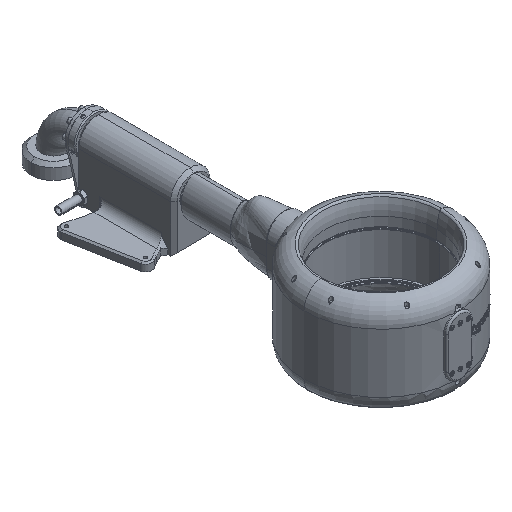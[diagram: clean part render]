
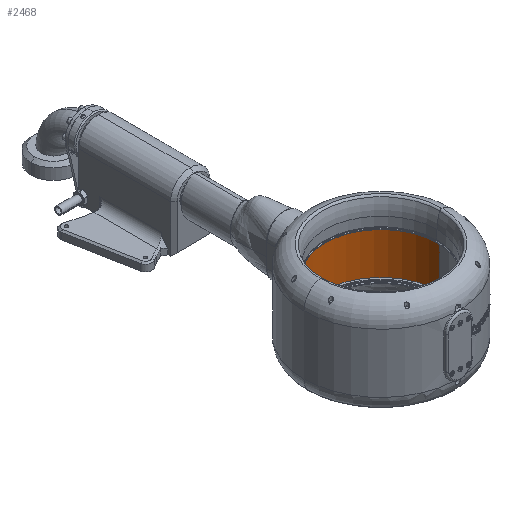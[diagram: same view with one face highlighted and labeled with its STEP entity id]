
A CAD part, isometric view. The second image highlights one B-rep face of the part: STEP entity #2468.
In plain terms, the highlighted cylindrical face has radius 178.5 mm (diameter 357 mm), a partial arc.
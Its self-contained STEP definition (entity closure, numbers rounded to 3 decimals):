
#934 = DIRECTION ( 'NONE',  ( 0., 0., -1. ) ) ;
#1125 = DIRECTION ( 'NONE',  ( -1., 0., 0. ) ) ;
#1574 = CYLINDRICAL_SURFACE ( 'NONE', #106053, 178.5 ) ;
#2468 = ADVANCED_FACE ( 'NONE', ( #101025 ), #1574, .F. ) ;
#4413 = VECTOR ( 'NONE', #10319, 1000. ) ;
#4588 = EDGE_CURVE ( 'NONE', #46550, #124778, #107215, .T. ) ;
#4937 = DIRECTION ( 'NONE',  ( 0., 0., -1. ) ) ;
#7509 = CARTESIAN_POINT ( 'NONE',  ( 178.5, -694.238, 44.5 ) ) ;
#10319 = DIRECTION ( 'NONE',  ( 0., 0., -1. ) ) ;
#10766 = CARTESIAN_POINT ( 'NONE',  ( 0., -694.238, 44.5 ) ) ;
#11142 = EDGE_CURVE ( 'NONE', #124778, #20158, #112700, .T. ) ;
#12464 = VECTOR ( 'NONE', #4937, 1000. ) ;
#17242 = AXIS2_PLACEMENT_3D ( 'NONE', #10766, #70539, #110214 ) ;
#20158 = VERTEX_POINT ( 'NONE', #7509 ) ;
#37891 = ORIENTED_EDGE ( 'NONE', *, *, #11142, .T. ) ;
#44975 = ORIENTED_EDGE ( 'NONE', *, *, #4588, .T. ) ;
#45891 = LINE ( 'NONE', #66033, #12464 ) ;
#46550 = VERTEX_POINT ( 'NONE', #90053 ) ;
#48687 = CARTESIAN_POINT ( 'NONE',  ( -178.5, -694.238, 44.5 ) ) ;
#48953 = EDGE_LOOP ( 'NONE', ( #123975, #87036, #44975, #37891 ) ) ;
#57428 = CIRCLE ( 'NONE', #86491, 178.5 ) ;
#66033 = CARTESIAN_POINT ( 'NONE',  ( 178.5, -694.238, 44.5 ) ) ;
#69876 = EDGE_CURVE ( 'NONE', #101062, #20158, #45891, .T. ) ;
#70539 = DIRECTION ( 'NONE',  ( 0., 0., -1. ) ) ;
#75266 = EDGE_CURVE ( 'NONE', #101062, #46550, #57428, .T. ) ;
#79600 = DIRECTION ( 'NONE',  ( -1., 0., 0. ) ) ;
#82194 = CARTESIAN_POINT ( 'NONE',  ( -178.5, -694.238, 44.5 ) ) ;
#86456 = CARTESIAN_POINT ( 'NONE',  ( 178.5, -694.238, 175.5 ) ) ;
#86491 = AXIS2_PLACEMENT_3D ( 'NONE', #109698, #101210, #1125 ) ;
#87036 = ORIENTED_EDGE ( 'NONE', *, *, #75266, .T. ) ;
#89990 = CARTESIAN_POINT ( 'NONE',  ( 0., -694.238, 44.5 ) ) ;
#90053 = CARTESIAN_POINT ( 'NONE',  ( -178.5, -694.238, 175.5 ) ) ;
#101025 = FACE_OUTER_BOUND ( 'NONE', #48953, .T. ) ;
#101062 = VERTEX_POINT ( 'NONE', #86456 ) ;
#101210 = DIRECTION ( 'NONE',  ( 0., 0., 1. ) ) ;
#106053 = AXIS2_PLACEMENT_3D ( 'NONE', #89990, #934, #79600 ) ;
#107215 = LINE ( 'NONE', #48687, #4413 ) ;
#109698 = CARTESIAN_POINT ( 'NONE',  ( 0., -694.238, 175.5 ) ) ;
#110214 = DIRECTION ( 'NONE',  ( 1., 0., 0. ) ) ;
#112700 = CIRCLE ( 'NONE', #17242, 178.5 ) ;
#123975 = ORIENTED_EDGE ( 'NONE', *, *, #69876, .F. ) ;
#124778 = VERTEX_POINT ( 'NONE', #82194 ) ;
